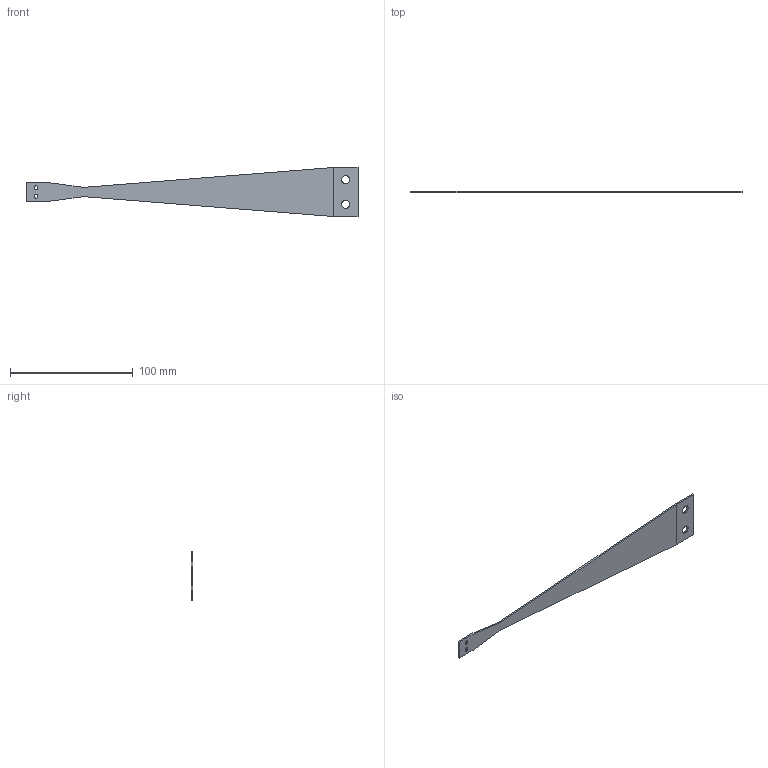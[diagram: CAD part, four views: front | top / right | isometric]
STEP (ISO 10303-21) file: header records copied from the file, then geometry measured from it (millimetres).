
FILE_DESCRIPTION (( 'STEP AP203' ), '1' );
FILE_NAME ('D1001812-v2_aLIGO_SUS_HSTS_Upper Blade.STEP', '2010-12-23T15:57:53', ( ' ' ), ( ' ' ), 'SwSTEP 2.0', 'SolidWorks 2010', '' );
FILE_SCHEMA (( 'CONFIG_CONTROL_DESIGN' ));
Length unit declared in the file: millimetre
Products named in the file (1): D1001812-v2_aLIGO_SUS_HSTS_Upper Blade
Bounding box: 270 x 1.3 x 39.88 mm (x, y, z)
Volume: 7999.8 mm3; surface area: 13161.8 mm2
Topology: 1 solids, 1 shells, 22 faces, 56 edges, 36 vertices
Faces by surface type: plane 14, cylinder 8
Entity records: 759 total; most frequent: CARTESIAN_POINT 121, DIRECTION 116, ORIENTED_EDGE 112, EDGE_CURVE 56, AXIS2_PLACEMENT_3D 39, LINE 38, VECTOR 38, VERTEX_POINT 36
